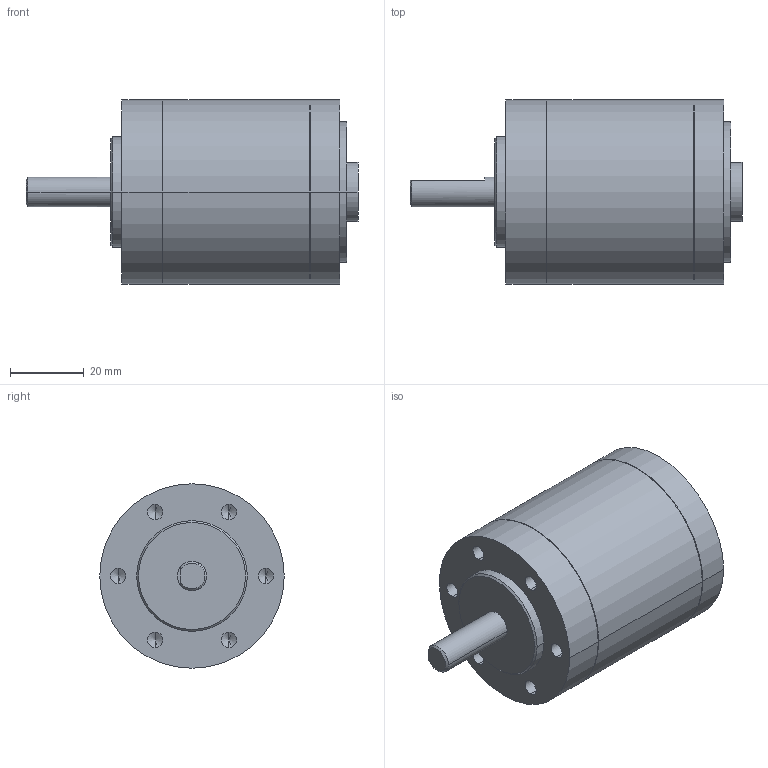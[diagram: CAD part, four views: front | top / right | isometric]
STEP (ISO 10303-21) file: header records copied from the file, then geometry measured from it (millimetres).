
FILE_DESCRIPTION (( 'STEP AP203' ), '1' );
FILE_NAME ('RÇducteur Harmonic Drive bras_Défaut_sldprt.STEP', '2017-12-12T20:32:48', ( '' ), ( '' ), 'SwSTEP 2.0', 'SolidWorks 2016', '' );
FILE_SCHEMA (( 'CONFIG_CONTROL_DESIGN' ));
Length unit declared in the file: millimetre
Products named in the file (1): RÇducteur Harmonic Drive bras_Défaut_sldprt
Bounding box: 90 x 50 x 50 mm (x, y, z)
Volume: 79937.5 mm3; surface area: 22864 mm2
Topology: 1 solids, 2 shells, 100 faces, 223 edges, 128 vertices
Faces by surface type: cylinder 54, cone 27, plane 19
Entity records: 2701 total; most frequent: DIRECTION 512, CARTESIAN_POINT 434, ORIENTED_EDGE 398, AXIS2_PLACEMENT_3D 214, EDGE_CURVE 199, VERTEX_POINT 128, EDGE_LOOP 125, CIRCLE 113
